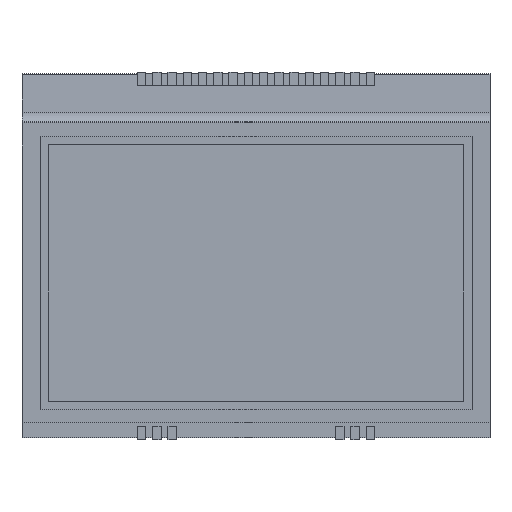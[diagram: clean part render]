
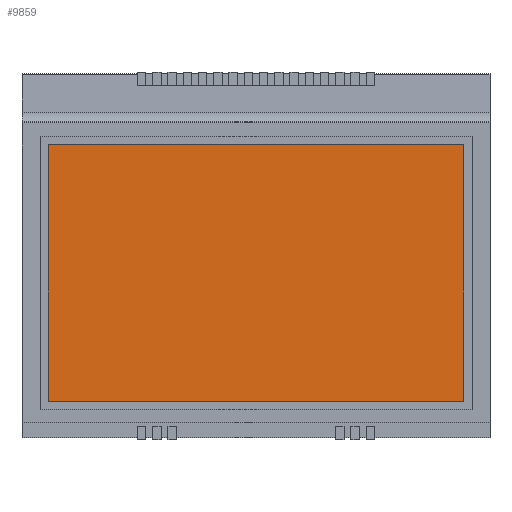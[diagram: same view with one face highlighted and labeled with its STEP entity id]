
A CAD part, top view. The second image highlights one B-rep face of the part: STEP entity #9859.
In plain terms, the highlighted planar face has unit normal (0, 0, 1).
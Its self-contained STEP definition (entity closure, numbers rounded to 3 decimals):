
#9739=CARTESIAN_POINT('',(34.632,18.586,6.435));
#9740=VERTEX_POINT('',#9739);
#9747=CARTESIAN_POINT('',(34.632,-24.247,6.435));
#9748=VERTEX_POINT('',#9747);
#9749=CARTESIAN_POINT('',(34.632,18.586,6.435));
#9750=DIRECTION('',(0.0,-1.0,0.0));
#9751=VECTOR('',#9750,42.833);
#9752=LINE('',#9749,#9751);
#9753=EDGE_CURVE('',#9740,#9748,#9752,.T.);
#9777=CARTESIAN_POINT('',(-34.632,18.586,6.435));
#9778=VERTEX_POINT('',#9777);
#9785=CARTESIAN_POINT('',(-34.632,18.586,6.435));
#9786=DIRECTION('',(1.0,0.0,0.0));
#9787=VECTOR('',#9786,69.265);
#9788=LINE('',#9785,#9787);
#9789=EDGE_CURVE('',#9778,#9740,#9788,.T.);
#9808=CARTESIAN_POINT('',(-34.632,-24.247,6.435));
#9809=VERTEX_POINT('',#9808);
#9816=CARTESIAN_POINT('',(-34.632,-24.247,6.435));
#9817=DIRECTION('',(0.0,1.0,0.0));
#9818=VECTOR('',#9817,42.833);
#9819=LINE('',#9816,#9818);
#9820=EDGE_CURVE('',#9809,#9778,#9819,.T.);
#9838=CARTESIAN_POINT('',(34.632,-24.247,6.435));
#9839=DIRECTION('',(-1.0,0.0,0.0));
#9840=VECTOR('',#9839,69.265);
#9841=LINE('',#9838,#9840);
#9842=EDGE_CURVE('',#9748,#9809,#9841,.T.);
#9848=CARTESIAN_POINT('',(0.0,-2.83,6.435));
#9849=DIRECTION('',(0.0,0.0,1.0));
#9850=DIRECTION('',(1.0,0.0,0.0));
#9851=AXIS2_PLACEMENT_3D('',#9848,#9849,#9850);
#9852=PLANE('',#9851);
#9853=ORIENTED_EDGE('',*,*,#9842,.F.);
#9854=ORIENTED_EDGE('',*,*,#9753,.F.);
#9855=ORIENTED_EDGE('',*,*,#9789,.F.);
#9856=ORIENTED_EDGE('',*,*,#9820,.F.);
#9857=EDGE_LOOP('',(#9853,#9854,#9855,#9856));
#9858=FACE_OUTER_BOUND('',#9857,.T.);
#9859=ADVANCED_FACE('',(#9858),#9852,.T.);
